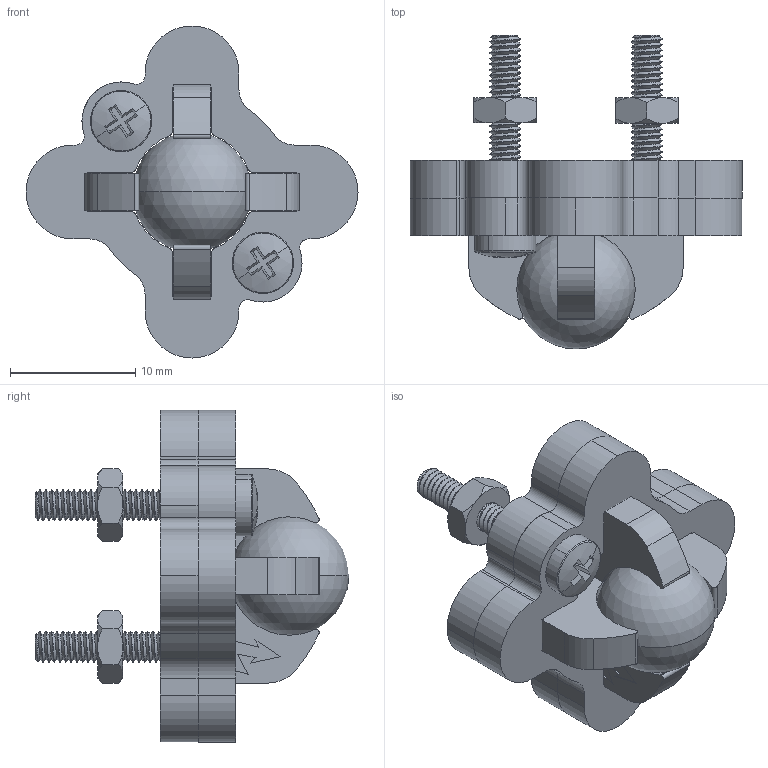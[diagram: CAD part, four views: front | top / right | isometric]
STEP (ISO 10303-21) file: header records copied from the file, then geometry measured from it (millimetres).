
FILE_DESCRIPTION (( 'STEP AP214' ), '1' );
FILE_NAME ('Suporte_Esfera_Deslizante_STEP.STEP', '2023-02-13T17:02:04', ( 'Wurs' ), ( '' ), 'SwSTEP 2.0', 'SolidWorks 2022', '' );
FILE_SCHEMA (( 'AUTOMOTIVE_DESIGN' ));
Length unit declared in the file: millimetre
Products named in the file (1): Suporte_Esfera_Deslizante_STEP
Bounding box: 26.5 x 25.04 x 26.5 mm (x, y, z)
Volume: 3023.5 mm3; surface area: 3975.2 mm2
Topology: 9 solids, 9 shells, 551 faces, 1551 edges, 1029 vertices
Faces by surface type: cylinder 284, plane 189, cone 38, bspline 26, torus 8, sphere 6
Entity records: 30965 total; most frequent: CARTESIAN_POINT 11418, ORIENTED_EDGE 3092, DIRECTION 2540, EDGE_CURVE 1546, VERTEX_POINT 1026, AXIS2_PLACEMENT_3D 890, LINE 760, VECTOR 760
